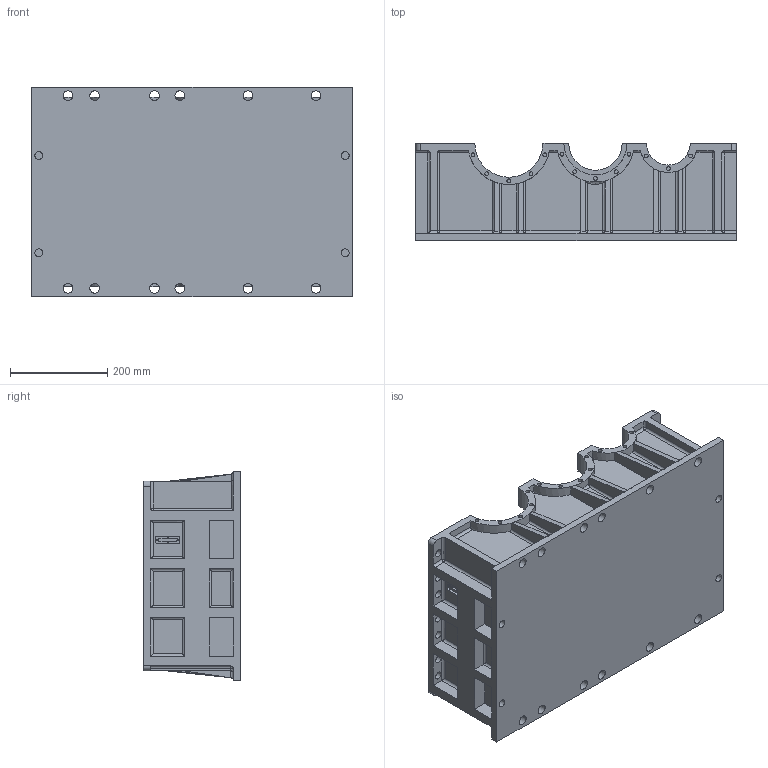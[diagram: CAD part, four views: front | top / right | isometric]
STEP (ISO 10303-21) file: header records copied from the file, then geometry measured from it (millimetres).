
FILE_DESCRIPTION(/* description */ (''),/* implementation_level */ '2;1');
FILE_NAME(/* name */ 'Основание корпуса.stp',/* time_stamp */ '2020-09-05T00:49:32+05:00',/* author */ ('Дом'),/* organization */ (''),/* preprocessor_version */ 'ST-DEVELOPER v18.1',/* originating_system */ 'Autodesk Inventor 2021',/* authorisation */ '');
FILE_SCHEMA (('AUTOMOTIVE_DESIGN { 1 0 10303 214 3 1 1 }'));
Length unit declared in the file: millimetre
Products named in the file (1): kuciљte donje
Bounding box: 660 x 200 x 430 mm (x, y, z)
Volume: 13591851.9 mm3; surface area: 1526103 mm2
Topology: 1 solids, 1 shells, 510 faces, 1232 edges, 749 vertices
Faces by surface type: cylinder 265, plane 207, bspline 21, sphere 14, torus 3
Full cylindrical faces by diameter (mm): 2 x4, 8 x26, 12 x3, 16 x18, 18 x1, 20 x12
Entity records: 15478 total; most frequent: CARTESIAN_POINT 3330, DIRECTION 2607, ORIENTED_EDGE 2422, EDGE_CURVE 1211, AXIS2_PLACEMENT_3D 952, VERTEX_POINT 749, LINE 703, VECTOR 703
